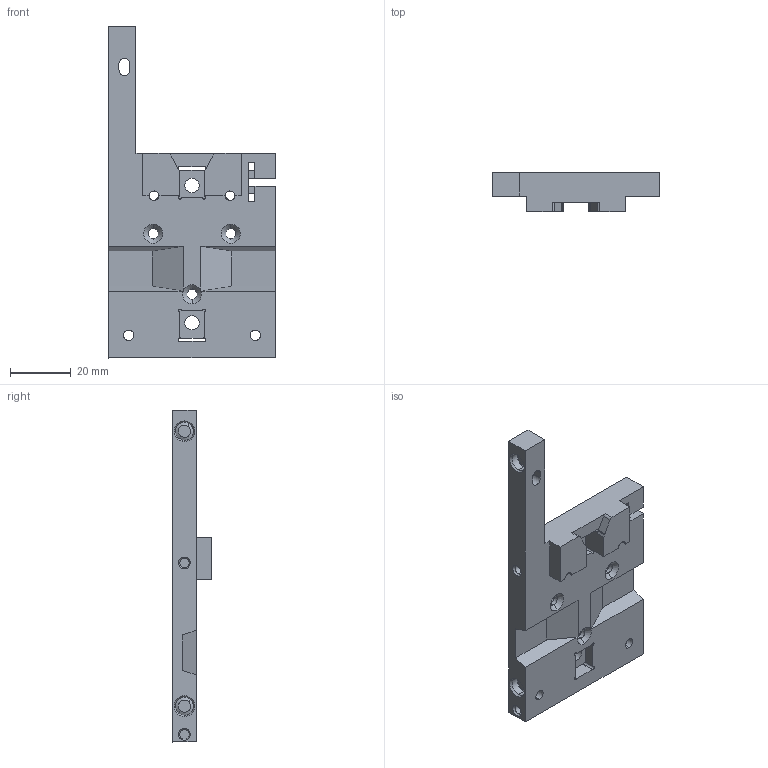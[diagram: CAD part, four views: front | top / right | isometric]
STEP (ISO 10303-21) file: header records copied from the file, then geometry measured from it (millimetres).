
FILE_DESCRIPTION (( 'STEP AP203' ), '1' );
FILE_NAME ('dragon_burner_back_plate.STEP', '2024-09-28T15:13:39', ( '' ), ( '' ), 'SwSTEP 2.0', 'SolidWorks 2023', '' );
FILE_SCHEMA (( 'CONFIG_CONTROL_DESIGN' ));
Length unit declared in the file: millimetre
Products named in the file (1): dragon_burner_back_plate
Bounding box: 55 x 12.8 x 109.5 mm (x, y, z)
Volume: 27767.5 mm3; surface area: 13543.8 mm2
Topology: 1 solids, 1 shells, 266 faces, 723 edges, 459 vertices
Faces by surface type: plane 148, cylinder 80, cone 34, bspline 4
Entity records: 8542 total; most frequent: CARTESIAN_POINT 1568, DIRECTION 1472, ORIENTED_EDGE 1446, EDGE_CURVE 723, AXIS2_PLACEMENT_3D 511, VERTEX_POINT 459, LINE 450, VECTOR 450
